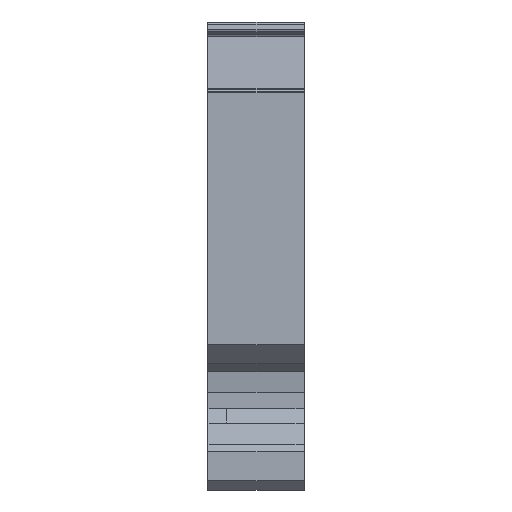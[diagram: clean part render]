
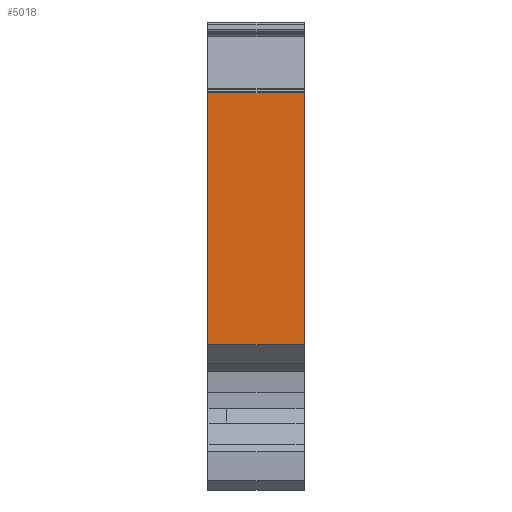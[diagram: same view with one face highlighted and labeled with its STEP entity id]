
A CAD part, left-side view. The second image highlights one B-rep face of the part: STEP entity #5018.
In plain terms, the highlighted free-form (B-spline) face has degree [1, 1] with [2, 2] control points.
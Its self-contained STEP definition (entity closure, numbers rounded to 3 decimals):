
#2182=CARTESIAN_POINT('',(-33.95,0.,8.5));
#2183=VERTEX_POINT('',#2182);
#2190=CARTESIAN_POINT('',(-33.95,10.2,8.5));
#2191=VERTEX_POINT('',#2190);
#2192=CARTESIAN_POINT('',(-33.95,0.,8.5));
#2193=CARTESIAN_POINT('',(-33.95,10.2,8.5));
#2194=B_SPLINE_CURVE_WITH_KNOTS('',1,(#2192,#2193),.POLYLINE_FORM.,.F.,.U.,(2,2),(0.,1.),.UNSPECIFIED.);
#2195=EDGE_CURVE('',#2183,#2191,#2194,.T.);
#3946=CARTESIAN_POINT('',(-33.95,0.,35.3));
#3947=VERTEX_POINT('',#3946);
#3954=CARTESIAN_POINT('',(-33.95,10.2,35.3));
#3955=VERTEX_POINT('',#3954);
#3961=CARTESIAN_POINT('',(-33.95,10.2,35.3));
#3962=CARTESIAN_POINT('',(-33.95,0.,35.3));
#3963=B_SPLINE_CURVE_WITH_KNOTS('',1,(#3961,#3962),.POLYLINE_FORM.,.F.,.U.,(2,2),(0.,1.),.UNSPECIFIED.);
#3964=EDGE_CURVE('',#3955,#3947,#3963,.T.);
#4999=CARTESIAN_POINT('',(-33.95,-1.351,5.102));
#5000=CARTESIAN_POINT('',(-33.95,11.551,5.102));
#5001=CARTESIAN_POINT('',(-33.95,-1.351,37.801));
#5002=CARTESIAN_POINT('',(-33.95,11.551,37.801));
#5003=B_SPLINE_SURFACE_WITH_KNOTS('',1,1,((#4999,#5000),(#5001,#5002)),.PLANE_SURF.,.F.,.F.,.U.,(2,2),(2,2),(0.,1.),(0.,1.),.UNSPECIFIED.);
#5004=ORIENTED_EDGE('',*,*,#3964,.F.);
#5005=CARTESIAN_POINT('',(-33.95,10.2,8.5));
#5006=CARTESIAN_POINT('',(-33.95,10.2,35.3));
#5007=B_SPLINE_CURVE_WITH_KNOTS('',1,(#5005,#5006),.POLYLINE_FORM.,.F.,.U.,(2,2),(0.,1.),.UNSPECIFIED.);
#5008=EDGE_CURVE('',#2191,#3955,#5007,.T.);
#5009=ORIENTED_EDGE('',*,*,#5008,.F.);
#5010=ORIENTED_EDGE('',*,*,#2195,.F.);
#5011=CARTESIAN_POINT('',(-33.95,0.,35.3));
#5012=CARTESIAN_POINT('',(-33.95,0.,8.5));
#5013=B_SPLINE_CURVE_WITH_KNOTS('',1,(#5011,#5012),.POLYLINE_FORM.,.F.,.U.,(2,2),(0.,1.),.UNSPECIFIED.);
#5014=EDGE_CURVE('',#3947,#2183,#5013,.T.);
#5015=ORIENTED_EDGE('',*,*,#5014,.F.);
#5016=EDGE_LOOP('',(#5004,#5009,#5010,#5015));
#5017=FACE_OUTER_BOUND('',#5016,.T.);
#5018=ADVANCED_FACE('',(#5017),#5003,.T.);
